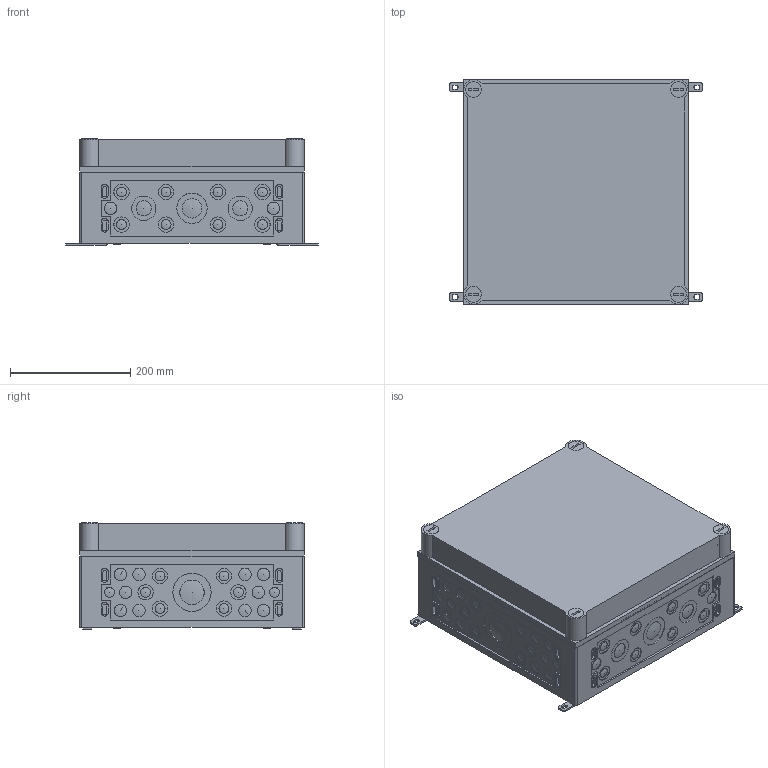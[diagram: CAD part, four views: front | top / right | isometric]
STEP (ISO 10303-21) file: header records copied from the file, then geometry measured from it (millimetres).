
FILE_DESCRIPTION( ( 'STEP AP214' ), '1' );
FILE_NAME( 'ae_i44e.stp', '2021-07-13T09:17:40', ( 'License CC BY-ND 4.0' ), ( 'CADENAS' ), ' ', 'PARTsolutions', ' ' );
FILE_SCHEMA( ( 'AUTOMOTIVE_DESIGN { 1 0 10303 214 1 1 1 1 }' ) );
Length unit declared in the file: millimetre
Products named in the file (6): 004985; _069642_P; _040933_P; _036168_P1; _004985_P1; _004985_P1_2
Assembly tree (8 placements, depth 2):
  004985
    _069642_P
    _040933_P
    _036168_P1  x4
    _004985_P1
    _004985_P1_2
Bounding box: 419.49 x 375 x 176.1 mm (x, y, z)
Volume: 2689644.6 mm3; surface area: 1576899.4 mm2
Topology: 8 solids, 8 shells, 2570 faces, 6769 edges, 4477 vertices
Faces by surface type: plane 1764, cylinder 628, cone 110, bspline 64, sphere 4
Full cylindrical faces by diameter (mm): 4.1 x52, 4.8 x4, 6 x12, 6.8 x4, 8.094 x6, 9.5 x12, 10.12 x4, 11.2 x4, 12 x8, 14.5 x4, 26 x4, 32.3 x2
Entity records: 95092 total; most frequent: CARTESIAN_POINT 14601, DIRECTION 12396, ORIENTED_EDGE 12254, EDGE_CURVE 6127, LINE 4664, VECTOR 4664, VERTEX_POINT 4263, AXIS2_PLACEMENT_3D 3866
